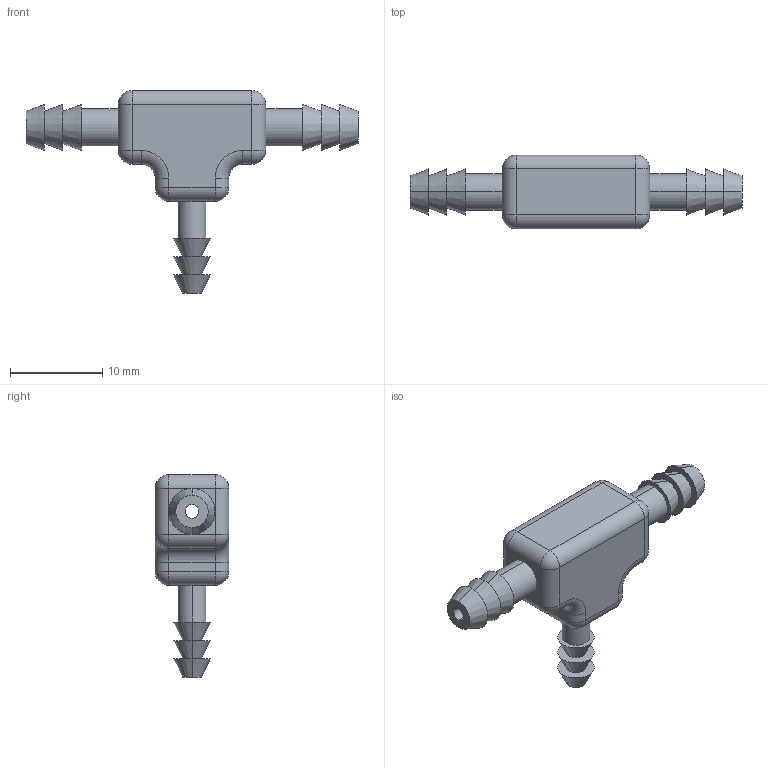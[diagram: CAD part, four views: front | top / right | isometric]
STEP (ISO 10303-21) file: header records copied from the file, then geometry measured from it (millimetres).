
FILE_DESCRIPTION (( 'STEP AP214' ), '1' );
FILE_NAME ('Tee.STEP', '2024-04-29T19:52:14', ( '' ), ( '' ), 'SwSTEP 2.0', 'SolidWorks 2023', '' );
FILE_SCHEMA (( 'AUTOMOTIVE_DESIGN' ));
Length unit declared in the file: millimetre
Products named in the file (1): Tee
Bounding box: 36 x 8 x 22 mm (x, y, z)
Volume: 857.3 mm3; surface area: 1695.1 mm2
Topology: 1 solids, 1 shells, 142 faces, 314 edges, 164 vertices
Faces by surface type: cylinder 60, plane 32, sphere 24, cone 18, torus 8
Entity records: 3725 total; most frequent: DIRECTION 740, CARTESIAN_POINT 597, ORIENTED_EDGE 580, AXIS2_PLACEMENT_3D 307, EDGE_CURVE 290, VERTEX_POINT 164, CIRCLE 164, EDGE_LOOP 160
